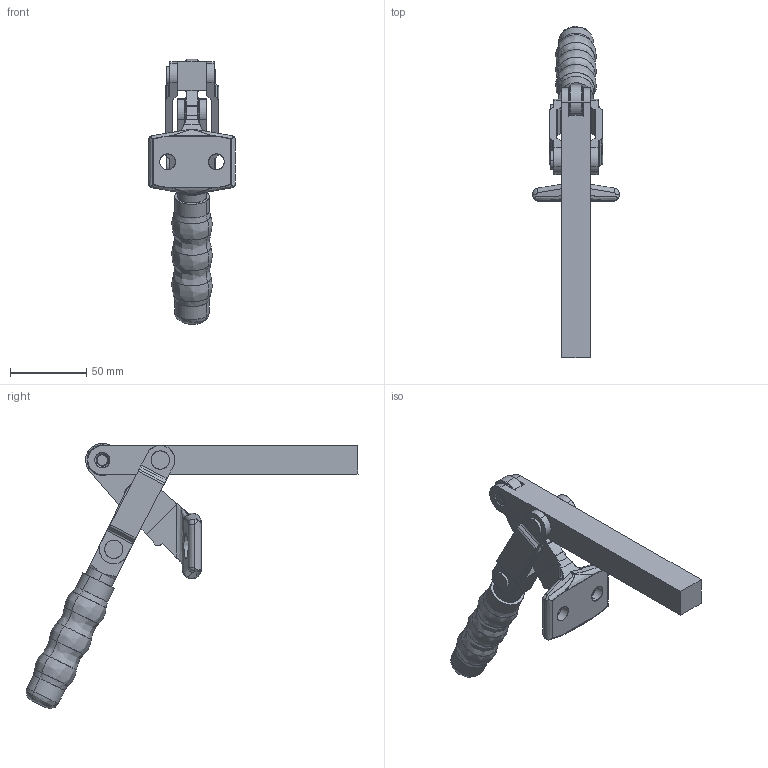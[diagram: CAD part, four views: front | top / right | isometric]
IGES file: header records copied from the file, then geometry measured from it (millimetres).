
Start section: SolidWorks IGES file using analytic representation for surfaces
Global section: file name: D450-3A.IGS; native system: SolidWorks 2018; preprocessor: SolidWorks 2018; author: AndyW; date: 180530.160818; units: millimetre
Bounding box: 57 x 217.74 x 173.98 mm (x, y, z)
Surface area: 58766.1 mm2 (no closed solid volume)
Topology: 0 solids, 0 shells, 303 faces, 4262 edges, 4258 vertices
Faces by surface type: revolution 162, bspline 141
